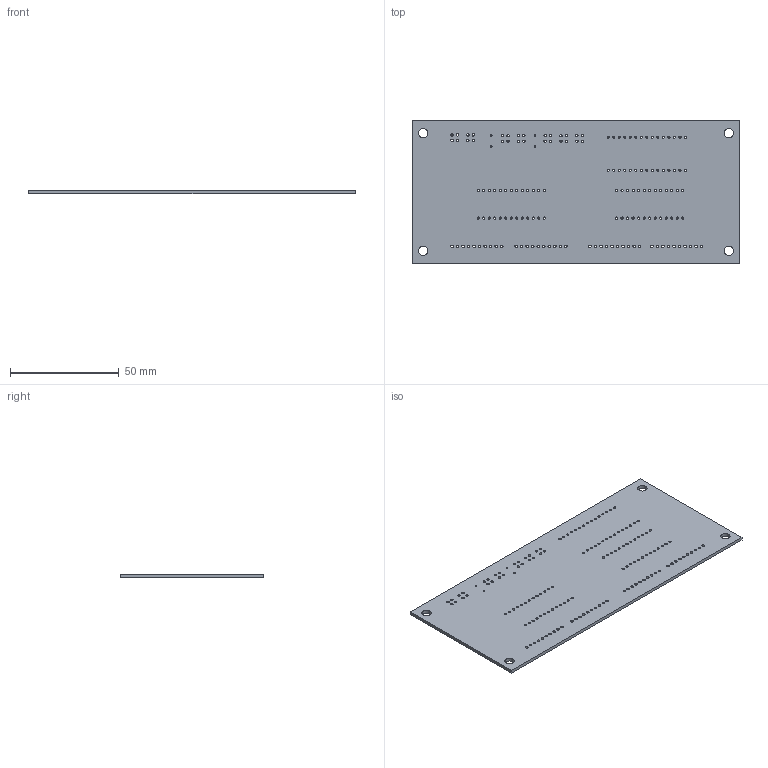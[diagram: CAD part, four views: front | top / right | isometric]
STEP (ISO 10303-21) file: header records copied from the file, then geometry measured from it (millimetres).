
FILE_DESCRIPTION(('KiCad electronic assembly'),'2;1');
FILE_NAME('MisoContinuityTester.step','2025-05-19T15:30:18',('Pcbnew'),( 'Kicad'),'Open CASCADE STEP processor 7.8','KiCad to STEP converter' ,'Unknown');
FILE_SCHEMA(('AUTOMOTIVE_DESIGN { 1 0 10303 214 1 1 1 1 }'));
Length unit declared in the file: millimetre
Products named in the file (2): MisoContinuityTester 1; MisoContinuityTester_PCB
Assembly tree (1 placements, depth 2):
  MisoContinuityTester 1
    MisoContinuityTester_PCB
Bounding box: 150 x 66 x 1.51 mm (x, y, z)
Volume: 14653.2 mm3; surface area: 20918.2 mm2
Topology: 1 solids, 1 shells, 164 faces, 486 edges, 324 vertices
Faces by surface type: cylinder 158, plane 6
Full cylindrical faces by diameter (mm): 0.7 x4, 1 x82, 1.1 x28, 1.2 x40, 4.3 x4
Entity records: 6355 total; most frequent: DIRECTION 1134, CARTESIAN_POINT 976, ORIENTED_EDGE 972, EDGE_CURVE 486, AXIS2_PLACEMENT_3D 482, FACE_BOUND 480, EDGE_LOOP 480, VERTEX_POINT 324
